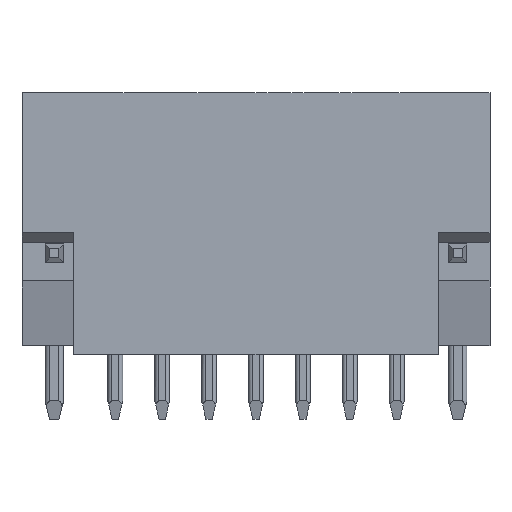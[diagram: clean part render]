
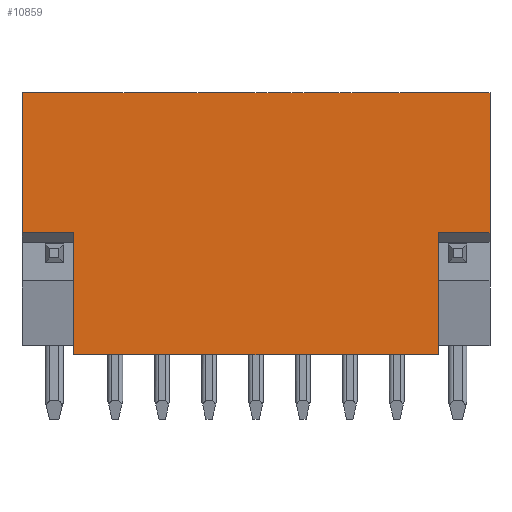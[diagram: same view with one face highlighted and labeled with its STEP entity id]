
A CAD part, left-side view. The second image highlights one B-rep face of the part: STEP entity #10859.
In plain terms, the highlighted planar face has unit normal (-1, 0, 0).
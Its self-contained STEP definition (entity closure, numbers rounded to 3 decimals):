
#560=DIRECTION('',(0.,0.,-1.));
#561=VECTOR('',#560,7.6);
#562=CARTESIAN_POINT('',(-5.25,-20.29,7.1));
#563=LINE('',#562,#561);
#604=DIRECTION('',(0.,0.,1.));
#605=VECTOR('',#604,6.6);
#606=CARTESIAN_POINT('',(-5.25,-17.49,-7.1));
#607=LINE('',#606,#605);
#796=DIRECTION('',(0.,-1.,0.));
#797=VECTOR('',#796,2.8);
#798=CARTESIAN_POINT('',(-5.25,-17.49,-0.5));
#799=LINE('',#798,#797);
#800=DIRECTION('',(0.,-1.,0.));
#801=VECTOR('',#800,2.8);
#802=CARTESIAN_POINT('',(-5.25,5.05,-0.5));
#803=LINE('',#802,#801);
#1028=DIRECTION('',(0.,-1.,0.));
#1029=VECTOR('',#1028,19.74);
#1030=CARTESIAN_POINT('',(-5.25,2.25,-7.1));
#1031=LINE('',#1030,#1029);
#6138=DIRECTION('',(0.,1.,0.));
#6139=VECTOR('',#6138,25.34);
#6140=CARTESIAN_POINT('',(-5.25,-20.29,7.1));
#6141=LINE('',#6140,#6139);
#6459=DIRECTION('',(0.,0.,1.));
#6460=VECTOR('',#6459,7.6);
#6461=CARTESIAN_POINT('',(-5.25,5.05,-0.5));
#6462=LINE('',#6461,#6460);
#6475=DIRECTION('',(0.,0.,-1.));
#6476=VECTOR('',#6475,6.6);
#6477=CARTESIAN_POINT('',(-5.25,2.25,-0.5));
#6478=LINE('',#6477,#6476);
#7903=CARTESIAN_POINT('',(-5.25,-20.29,7.1));
#7904=CARTESIAN_POINT('',(-5.25,5.05,7.1));
#7905=VERTEX_POINT('',#7903);
#7906=VERTEX_POINT('',#7904);
#7967=CARTESIAN_POINT('',(-5.25,2.25,-7.1));
#7968=CARTESIAN_POINT('',(-5.25,-17.49,-7.1));
#7969=VERTEX_POINT('',#7967);
#7970=VERTEX_POINT('',#7968);
#8003=CARTESIAN_POINT('',(-5.25,-20.29,-0.5));
#8005=VERTEX_POINT('',#8003);
#8009=CARTESIAN_POINT('',(-5.25,-17.49,-0.5));
#8010=VERTEX_POINT('',#8009);
#8015=CARTESIAN_POINT('',(-5.25,5.05,-0.5));
#8016=VERTEX_POINT('',#8015);
#8017=CARTESIAN_POINT('',(-5.25,2.25,-0.5));
#8018=VERTEX_POINT('',#8017);
#10839=CARTESIAN_POINT('',(-5.25,-16.51,-7.1));
#10840=DIRECTION('',(-1.,0.,0.));
#10841=DIRECTION('',(0.,0.,1.));
#10842=AXIS2_PLACEMENT_3D('',#10839,#10840,#10841);
#10843=PLANE('',#10842);
#10844=ORIENTED_EDGE('',*,*,#10834,.F.);
#10845=ORIENTED_EDGE('',*,*,#10522,.F.);
#10847=ORIENTED_EDGE('',*,*,#10846,.F.);
#10849=ORIENTED_EDGE('',*,*,#10848,.F.);
#10851=ORIENTED_EDGE('',*,*,#10850,.F.);
#10853=ORIENTED_EDGE('',*,*,#10852,.T.);
#10855=ORIENTED_EDGE('',*,*,#10854,.F.);
#10856=ORIENTED_EDGE('',*,*,#10477,.T.);
#10857=EDGE_LOOP('',(#10844,#10845,#10847,#10849,#10851,#10853,#10855,#10856));
#10858=FACE_OUTER_BOUND('',#10857,.F.);
#10859=ADVANCED_FACE('',(#10858),#10843,.T.);
#10477=EDGE_CURVE('',#7905,#8005,#563,.T.);
#10522=EDGE_CURVE('',#7970,#8010,#607,.T.);
#10834=EDGE_CURVE('',#8010,#8005,#799,.T.);
#10846=EDGE_CURVE('',#7969,#7970,#1031,.T.);
#10848=EDGE_CURVE('',#8018,#7969,#6478,.T.);
#10850=EDGE_CURVE('',#8016,#8018,#803,.T.);
#10852=EDGE_CURVE('',#8016,#7906,#6462,.T.);
#10854=EDGE_CURVE('',#7905,#7906,#6141,.T.);
